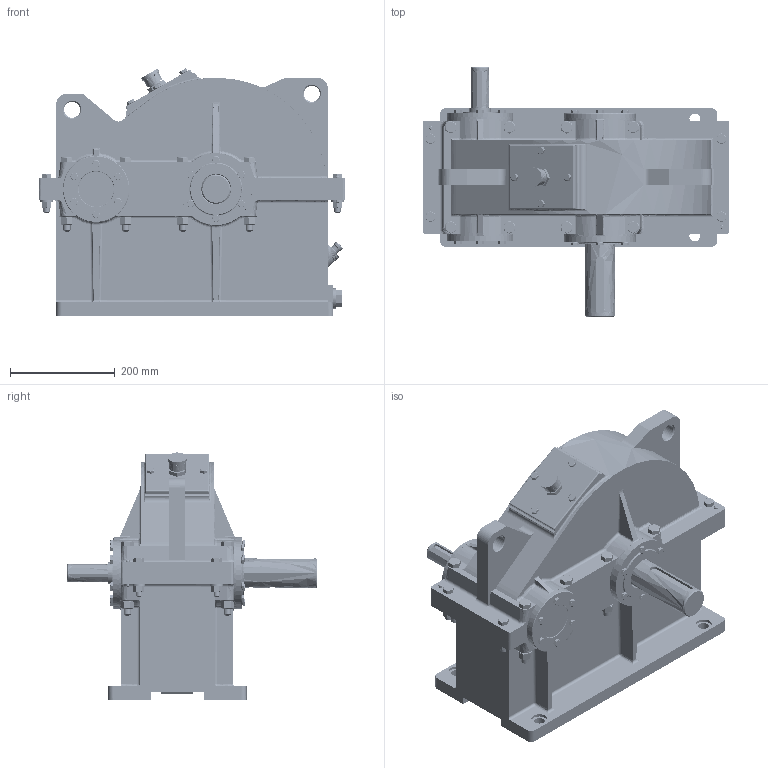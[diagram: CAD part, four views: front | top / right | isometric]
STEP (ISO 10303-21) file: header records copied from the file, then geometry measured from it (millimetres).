
FILE_DESCRIPTION(('FreeCAD Model'),'2;1');
FILE_NAME('Open CASCADE Shape Model','2025-05-02T05:52:25',('FreeCAD'),( 'FreeCAD'),'Open CASCADE STEP processor 7.6','FreeCAD','Unknown');
FILE_SCHEMA(('AUTOMOTIVE_DESIGN { 1 0 10303 214 1 1 1 1 }'));
Products named in the file (1): Open CASCADE STEP translator 7.6 1
Bounding box: 587.21 x 479.87 x 473.19 mm (x, y, z)
Volume: 21169533 mm3; surface area: 3163253.6 mm2
Topology: 154 solids, 154 shells, 5566 faces, 14836 edges, 9771 vertices
Faces by surface type: bspline 5566
Entity records: 376328 total; most frequent: CARTESIAN_POINT 290780, ORIENTED_EDGE 29268, EDGE_CURVE 14634, B_SPLINE_CURVE_WITH_KNOTS 11200, VERTEX_POINT 9701, FACE_BOUND 6275, EDGE_LOOP 6233, ADVANCED_FACE 5550
